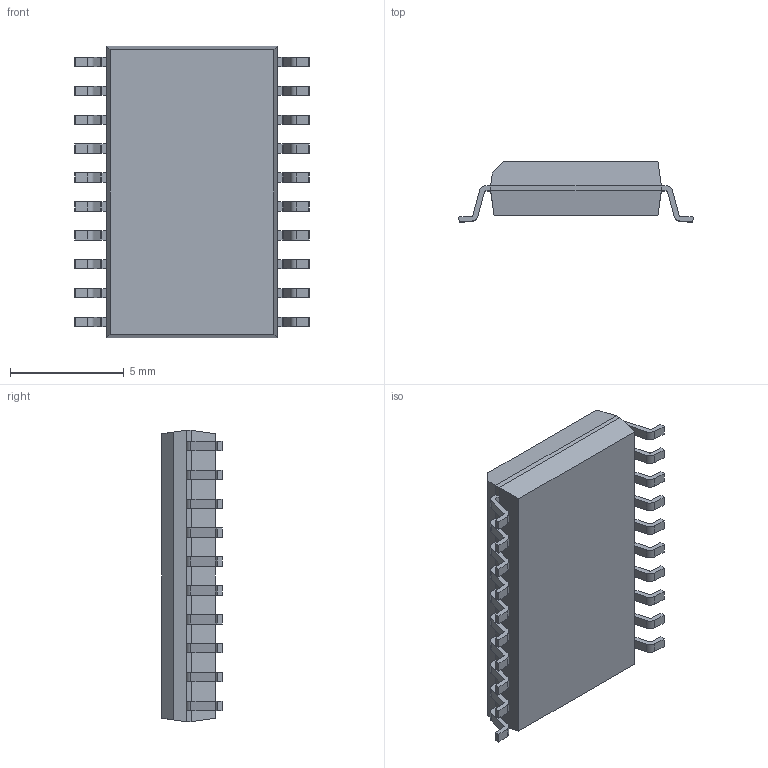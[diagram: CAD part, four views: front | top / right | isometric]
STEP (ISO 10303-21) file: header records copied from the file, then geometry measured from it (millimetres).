
FILE_DESCRIPTION (( 'STEP AP214' ), '1' );
FILE_NAME ('SN74AS808BDW.STEP', '2021-07-13T21:55:46', ( '' ), ( '' ), 'SwSTEP 2.0', 'SolidWorks 2017', '' );
FILE_SCHEMA (( 'AUTOMOTIVE_DESIGN' ));
Length unit declared in the file: millimetre
Products named in the file (1): SN74AS808BDW
Bounding box: 10.3 x 2.65 x 12.8 mm (x, y, z)
Volume: 221.9 mm3; surface area: 333.8 mm2
Topology: 21 solids, 21 shells, 295 faces, 751 edges, 498 vertices
Faces by surface type: plane 215, cylinder 80
Entity records: 9075 total; most frequent: CARTESIAN_POINT 1545, DIRECTION 1503, ORIENTED_EDGE 1502, EDGE_CURVE 751, VECTOR 591, LINE 591, VERTEX_POINT 498, AXIS2_PLACEMENT_3D 456
